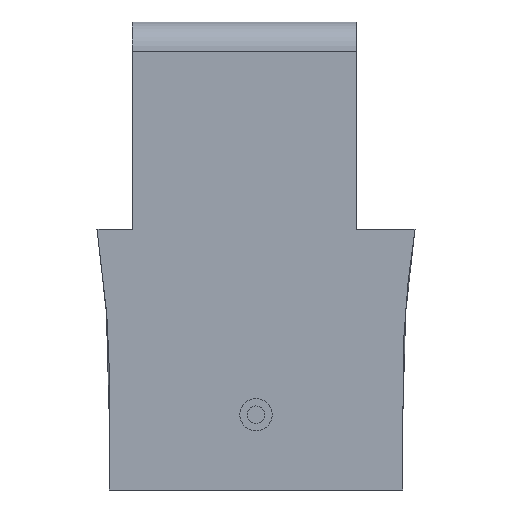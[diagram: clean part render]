
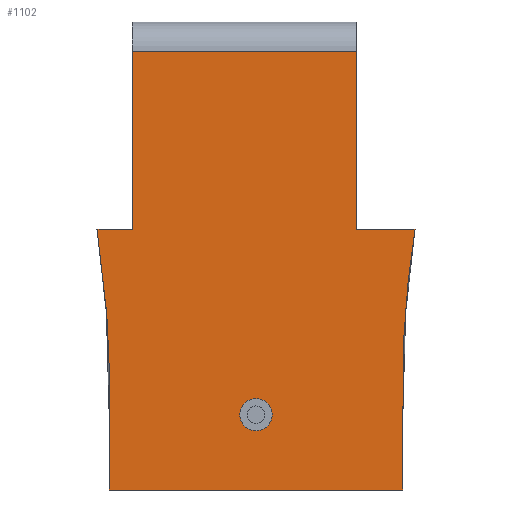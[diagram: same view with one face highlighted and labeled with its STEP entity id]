
A CAD part, front view. The second image highlights one B-rep face of the part: STEP entity #1102.
In plain terms, the highlighted planar face has unit normal (0, -1, 0).
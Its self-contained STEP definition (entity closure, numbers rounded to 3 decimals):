
#26=FACE_BOUND('',#183,.T.);
#36=(
BOUNDED_CURVE()
B_SPLINE_CURVE(5,(#1927,#1928,#1929,#1930,#1931,#1932,#1933,#1934,#1935,
#1936,#1937),.UNSPECIFIED.,.F.,.F.)
B_SPLINE_CURVE_WITH_KNOTS((6,1,1,1,1,1,6),(0.,0.1,0.2,0.3,0.4,0.5,0.599),
 .UNSPECIFIED.)
CURVE()
GEOMETRIC_REPRESENTATION_ITEM()
RATIONAL_B_SPLINE_CURVE((1.,1.,1.,1.,1.,1.,1.,1.,1.,1.,1.))
REPRESENTATION_ITEM('')
);
#37=(
BOUNDED_CURVE()
B_SPLINE_CURVE(5,(#1969,#1970,#1971,#1972,#1973,#1974,#1975,#1976,#1977,
#1978,#1979),.UNSPECIFIED.,.F.,.F.)
B_SPLINE_CURVE_WITH_KNOTS((6,1,1,1,1,1,6),(-0.599,-0.5,-0.4,
-0.3,-0.2,-0.1,0.),.UNSPECIFIED.)
CURVE()
GEOMETRIC_REPRESENTATION_ITEM()
RATIONAL_B_SPLINE_CURVE((1.,1.,1.,1.,1.,1.,1.,1.,1.,1.,1.))
REPRESENTATION_ITEM('')
);
#51=PLANE('',#1189);
#116=FACE_OUTER_BOUND('',#182,.T.);
#182=EDGE_LOOP('',(#863,#864,#865,#866,#867,#868,#869,#870,#871,#872));
#183=EDGE_LOOP('',(#873));
#261=LINE('',#1808,#361);
#265=LINE('',#1866,#365);
#273=LINE('',#2014,#373);
#274=LINE('',#2016,#374);
#275=LINE('',#2017,#375);
#276=LINE('',#2018,#376);
#277=LINE('',#2020,#377);
#278=LINE('',#2021,#378);
#361=VECTOR('',#1338,10.);
#365=VECTOR('',#1356,10.);
#373=VECTOR('',#1386,10.);
#374=VECTOR('',#1387,10.);
#375=VECTOR('',#1388,10.);
#376=VECTOR('',#1389,10.);
#377=VECTOR('',#1390,10.);
#378=VECTOR('',#1391,10.);
#452=CIRCLE('',#1186,2.75);
#515=VERTEX_POINT('',#1805);
#516=VERTEX_POINT('',#1807);
#522=VERTEX_POINT('',#1863);
#523=VERTEX_POINT('',#1865);
#528=VERTEX_POINT('',#1920);
#529=VERTEX_POINT('',#1968);
#533=VERTEX_POINT('',#2005);
#535=VERTEX_POINT('',#2012);
#536=VERTEX_POINT('',#2013);
#537=VERTEX_POINT('',#2015);
#538=VERTEX_POINT('',#2019);
#633=EDGE_CURVE('',#516,#515,#261,.T.);
#642=EDGE_CURVE('',#522,#523,#265,.T.);
#651=EDGE_CURVE('',#522,#528,#36,.T.);
#652=EDGE_CURVE('',#529,#516,#37,.T.);
#658=EDGE_CURVE('',#533,#533,#452,.T.);
#661=EDGE_CURVE('',#535,#536,#273,.T.);
#662=EDGE_CURVE('',#537,#535,#274,.T.);
#663=EDGE_CURVE('',#529,#537,#275,.T.);
#664=EDGE_CURVE('',#523,#515,#276,.T.);
#665=EDGE_CURVE('',#538,#528,#277,.T.);
#666=EDGE_CURVE('',#538,#536,#278,.T.);
#863=ORIENTED_EDGE('',*,*,#661,.F.);
#864=ORIENTED_EDGE('',*,*,#662,.F.);
#865=ORIENTED_EDGE('',*,*,#663,.F.);
#866=ORIENTED_EDGE('',*,*,#652,.T.);
#867=ORIENTED_EDGE('',*,*,#633,.T.);
#868=ORIENTED_EDGE('',*,*,#664,.F.);
#869=ORIENTED_EDGE('',*,*,#642,.F.);
#870=ORIENTED_EDGE('',*,*,#651,.T.);
#871=ORIENTED_EDGE('',*,*,#665,.F.);
#872=ORIENTED_EDGE('',*,*,#666,.T.);
#873=ORIENTED_EDGE('',*,*,#658,.T.);
#1102=ADVANCED_FACE('',(#116,#26),#51,.T.);
#1186=AXIS2_PLACEMENT_3D('',#2006,#1377,#1378);
#1189=AXIS2_PLACEMENT_3D('',#2011,#1384,#1385);
#1338=DIRECTION('',(0.,0.,-1.));
#1356=DIRECTION('',(0.,0.,-1.));
#1377=DIRECTION('center_axis',(0.,1.,0.));
#1378=DIRECTION('ref_axis',(1.,0.,0.));
#1384=DIRECTION('center_axis',(0.,-1.,0.));
#1385=DIRECTION('ref_axis',(0.,0.,-1.));
#1386=DIRECTION('',(1.,0.,0.));
#1387=DIRECTION('',(0.,0.,1.));
#1388=DIRECTION('',(1.,0.,0.));
#1389=DIRECTION('',(-1.,0.,0.));
#1390=DIRECTION('',(1.,0.,0.));
#1391=DIRECTION('',(0.,0.,1.));
#1805=CARTESIAN_POINT('',(-23.7,-25.,330.739));
#1807=CARTESIAN_POINT('',(-23.7,-25.,340.739));
#1808=CARTESIAN_POINT('',(-23.7,-25.,340.739));
#1863=CARTESIAN_POINT('',(26.3,-25.,340.739));
#1865=CARTESIAN_POINT('',(26.3,-25.,330.739));
#1866=CARTESIAN_POINT('',(26.3,-25.,340.739));
#1920=CARTESIAN_POINT('',(28.4,-25.,375.14));
#1927=CARTESIAN_POINT('Ctrl Pts',(26.3,-25.,340.739));
#1928=CARTESIAN_POINT('Ctrl Pts',(26.271,-25.,341.994));
#1929=CARTESIAN_POINT('Ctrl Pts',(26.228,-25.,344.491));
#1930=CARTESIAN_POINT('Ctrl Pts',(26.213,-25.,348.196));
#1931=CARTESIAN_POINT('Ctrl Pts',(26.293,-25.,353.051));
#1932=CARTESIAN_POINT('Ctrl Pts',(26.567,-25.,358.963));
#1933=CARTESIAN_POINT('Ctrl Pts',(27.016,-25.,364.675));
#1934=CARTESIAN_POINT('Ctrl Pts',(27.51,-25.,369.043));
#1935=CARTESIAN_POINT('Ctrl Pts',(27.941,-25.,372.168));
#1936=CARTESIAN_POINT('Ctrl Pts',(28.246,-25.,374.167));
#1937=CARTESIAN_POINT('Ctrl Pts',(28.4,-25.,375.14));
#1968=CARTESIAN_POINT('',(-25.8,-25.,375.14));
#1969=CARTESIAN_POINT('Ctrl Pts',(-25.8,-25.,375.14));
#1970=CARTESIAN_POINT('Ctrl Pts',(-25.646,-25.,374.167));
#1971=CARTESIAN_POINT('Ctrl Pts',(-25.341,-25.,372.168));
#1972=CARTESIAN_POINT('Ctrl Pts',(-24.91,-25.,369.043));
#1973=CARTESIAN_POINT('Ctrl Pts',(-24.416,-25.,364.675));
#1974=CARTESIAN_POINT('Ctrl Pts',(-23.967,-25.,358.963));
#1975=CARTESIAN_POINT('Ctrl Pts',(-23.693,-25.,353.051));
#1976=CARTESIAN_POINT('Ctrl Pts',(-23.613,-25.,348.196));
#1977=CARTESIAN_POINT('Ctrl Pts',(-23.628,-25.,344.491));
#1978=CARTESIAN_POINT('Ctrl Pts',(-23.671,-25.,341.994));
#1979=CARTESIAN_POINT('Ctrl Pts',(-23.7,-25.,340.739));
#2005=CARTESIAN_POINT('',(-1.45,-25.,343.576));
#2006=CARTESIAN_POINT('Origin',(1.3,-25.,343.576));
#2011=CARTESIAN_POINT('Origin',(18.4,-25.,410.5));
#2012=CARTESIAN_POINT('',(-19.8,-25.,405.5));
#2013=CARTESIAN_POINT('',(18.4,-25.,405.5));
#2014=CARTESIAN_POINT('',(18.4,-25.,405.5));
#2015=CARTESIAN_POINT('',(-19.8,-25.,375.14));
#2016=CARTESIAN_POINT('',(-19.8,-25.,399.31));
#2017=CARTESIAN_POINT('',(9.85,-25.,375.14));
#2018=CARTESIAN_POINT('',(42.4,-25.,330.739));
#2019=CARTESIAN_POINT('',(18.4,-25.,375.14));
#2020=CARTESIAN_POINT('',(9.85,-25.,375.14));
#2021=CARTESIAN_POINT('',(18.4,-25.,399.31));
